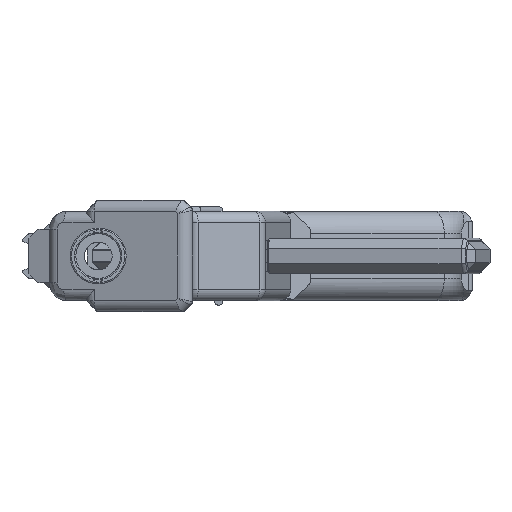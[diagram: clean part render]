
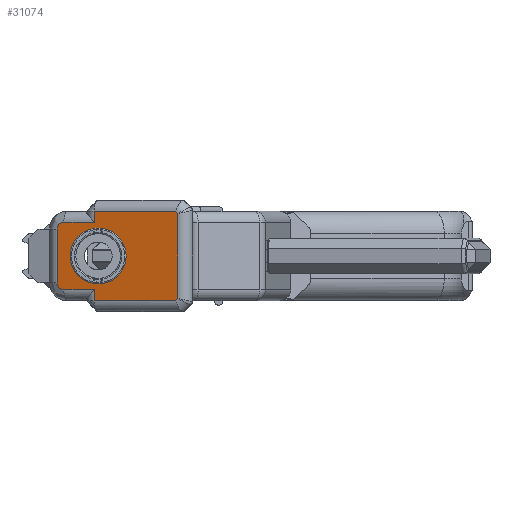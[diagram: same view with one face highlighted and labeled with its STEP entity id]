
A CAD part, left-side view. The second image highlights one B-rep face of the part: STEP entity #31074.
In plain terms, the highlighted planar face has unit normal (-0.949, 0.316, 0).
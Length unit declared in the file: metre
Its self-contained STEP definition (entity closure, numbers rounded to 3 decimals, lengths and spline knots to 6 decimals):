
#405=ELLIPSE('',#33416,0.002008,0.001905);
#406=ELLIPSE('',#33417,0.002008,0.001905);
#564=B_SPLINE_CURVE_WITH_KNOTS('',3,(#49455,#49456,#49457,#49458,#49459,
#49460,#49461,#49462,#49463,#49464,#49465,#49466,#49467,#49468,#49469,#49470,
#49471,#49472,#49473),.UNSPECIFIED.,.T.,.F.,(1,1,1,1,1,1,1,1,1,1,1,1,1,
1,1,1,1,1,1,1,1,1,1),(-0.190789,-0.128289,-0.065789,
0.,0.059375,0.121719,0.184211,0.246711,0.309211,0.371711,
0.434211,0.496711,0.559211,0.621711,
0.684211,0.746711,0.809211,0.871711,
0.934211,1.,1.059375,1.121719,1.184211),.UNSPECIFIED.);
#1166=PLANE('',#33415);
#6884=ORIENTED_EDGE('',*,*,#14058,.F.);
#6885=ORIENTED_EDGE('',*,*,#14059,.T.);
#6886=ORIENTED_EDGE('',*,*,#14060,.F.);
#6887=ORIENTED_EDGE('',*,*,#14061,.T.);
#6888=ORIENTED_EDGE('',*,*,#14062,.F.);
#6889=ORIENTED_EDGE('',*,*,#14063,.T.);
#6890=ORIENTED_EDGE('',*,*,#14064,.T.);
#6891=ORIENTED_EDGE('',*,*,#14065,.T.);
#6892=ORIENTED_EDGE('',*,*,#14066,.T.);
#6893=ORIENTED_EDGE('',*,*,#14067,.T.);
#6894=ORIENTED_EDGE('',*,*,#14068,.T.);
#6895=ORIENTED_EDGE('',*,*,#14069,.T.);
#6896=ORIENTED_EDGE('',*,*,#14070,.T.);
#14058=EDGE_CURVE('',#17886,#17887,#21024,.T.);
#14059=EDGE_CURVE('',#17886,#17888,#21025,.F.);
#14060=EDGE_CURVE('',#17889,#17888,#405,.T.);
#14061=EDGE_CURVE('',#17889,#17890,#21026,.T.);
#14062=EDGE_CURVE('',#17891,#17890,#406,.T.);
#14063=EDGE_CURVE('',#17891,#17892,#21027,.T.);
#14064=EDGE_CURVE('',#17892,#17893,#21028,.T.);
#14065=EDGE_CURVE('',#17893,#17894,#21029,.T.);
#14066=EDGE_CURVE('',#17894,#17895,#21030,.F.);
#14067=EDGE_CURVE('',#17895,#17896,#21031,.F.);
#14068=EDGE_CURVE('',#17896,#17897,#21032,.T.);
#14069=EDGE_CURVE('',#17897,#17887,#21033,.F.);
#14070=EDGE_CURVE('',#17898,#17898,#564,.T.);
#17886=VERTEX_POINT('',#49432);
#17887=VERTEX_POINT('',#49433);
#17888=VERTEX_POINT('',#49435);
#17889=VERTEX_POINT('',#49437);
#17890=VERTEX_POINT('',#49439);
#17891=VERTEX_POINT('',#49441);
#17892=VERTEX_POINT('',#49443);
#17893=VERTEX_POINT('',#49445);
#17894=VERTEX_POINT('',#49447);
#17895=VERTEX_POINT('',#49449);
#17896=VERTEX_POINT('',#49451);
#17897=VERTEX_POINT('',#49453);
#17898=VERTEX_POINT('',#49474);
#21024=LINE('',#49431,#24882);
#21025=LINE('',#49434,#24883);
#21026=LINE('',#49438,#24884);
#21027=LINE('',#49442,#24885);
#21028=LINE('',#49444,#24886);
#21029=LINE('',#49446,#24887);
#21030=LINE('',#49448,#24888);
#21031=LINE('',#49450,#24889);
#21032=LINE('',#49452,#24890);
#21033=LINE('',#49454,#24891);
#24882=VECTOR('',#38782,1.);
#24883=VECTOR('',#38783,1.);
#24884=VECTOR('',#38786,1.);
#24885=VECTOR('',#38789,1.);
#24886=VECTOR('',#38790,1.);
#24887=VECTOR('',#38791,1.);
#24888=VECTOR('',#38792,1.);
#24889=VECTOR('',#38793,1.);
#24890=VECTOR('',#38794,1.);
#24891=VECTOR('',#38795,1.);
#27330=EDGE_LOOP('',(#6884,#6885,#6886,#6887,#6888,#6889,#6890,#6891,#6892,
#6893,#6894,#6895));
#27331=EDGE_LOOP('',(#6896));
#29133=FACE_BOUND('',#27330,.T.);
#29134=FACE_BOUND('',#27331,.T.);
#31074=ADVANCED_FACE('',(#29133,#29134),#1166,.F.);
#33415=AXIS2_PLACEMENT_3D('',#49430,#38780,#38781);
#33416=AXIS2_PLACEMENT_3D('',#49436,#38784,#38785);
#33417=AXIS2_PLACEMENT_3D('',#49440,#38787,#38788);
#38780=DIRECTION('',(0.949,-0.315,0.));
#38781=DIRECTION('',(-0.315,-0.949,0.));
#38782=DIRECTION('',(0.,0.,1.));
#38783=DIRECTION('',(-0.315,-0.949,0.));
#38784=DIRECTION('',(0.949,-0.315,0.));
#38785=DIRECTION('',(0.315,0.949,0.));
#38786=DIRECTION('',(0.,0.,-1.));
#38787=DIRECTION('',(0.949,-0.315,0.));
#38788=DIRECTION('',(-0.315,-0.949,0.));
#38789=DIRECTION('',(-0.315,-0.949,0.));
#38790=DIRECTION('',(0.,0.,-1.));
#38791=DIRECTION('',(-0.315,-0.949,0.));
#38792=DIRECTION('',(0.229,0.688,-0.688));
#38793=DIRECTION('',(0.,0.,-1.));
#38794=DIRECTION('',(0.229,0.688,0.688));
#38795=DIRECTION('',(-0.315,-0.949,0.));
#49430=CARTESIAN_POINT('',(-0.184019,0.063285,0.0127));
#49431=CARTESIAN_POINT('',(-0.186486,0.055866,-0.0127));
#49432=CARTESIAN_POINT('',(-0.186486,0.055866,0.009525));
#49433=CARTESIAN_POINT('',(-0.186486,0.055866,0.0127));
#49434=CARTESIAN_POINT('',(-0.182275,0.068531,0.009525));
#49435=CARTESIAN_POINT('',(-0.183631,0.064453,0.009525));
#49436=CARTESIAN_POINT('',(-0.183631,0.064453,0.00762));
#49437=CARTESIAN_POINT('',(-0.182998,0.066358,0.00762));
#49438=CARTESIAN_POINT('',(-0.182998,0.066358,0.0127));
#49439=CARTESIAN_POINT('',(-0.182998,0.066358,-0.00762));
#49440=CARTESIAN_POINT('',(-0.183631,0.064453,-0.00762));
#49441=CARTESIAN_POINT('',(-0.183631,0.064453,-0.009525));
#49442=CARTESIAN_POINT('',(-0.184019,0.063285,-0.009525));
#49443=CARTESIAN_POINT('',(-0.186486,0.055866,-0.009525));
#49444=CARTESIAN_POINT('',(-0.186486,0.055866,0.0127));
#49445=CARTESIAN_POINT('',(-0.186486,0.055866,-0.0127));
#49446=CARTESIAN_POINT('',(-0.184019,0.063285,-0.0127));
#49447=CARTESIAN_POINT('',(-0.194162,0.032776,-0.0127));
#49448=CARTESIAN_POINT('',(-0.194912,0.030522,-0.010445));
#49449=CARTESIAN_POINT('',(-0.194388,0.032096,-0.01202));
#49450=CARTESIAN_POINT('',(-0.194388,0.032096,0.0127));
#49451=CARTESIAN_POINT('',(-0.194388,0.032096,0.01202));
#49452=CARTESIAN_POINT('',(-0.194067,0.033062,0.012985));
#49453=CARTESIAN_POINT('',(-0.194162,0.032776,0.0127));
#49454=CARTESIAN_POINT('',(-0.185763,0.058039,0.0127));
#49455=CARTESIAN_POINT('',(-0.185179,0.059795,-0.00231));
#49456=CARTESIAN_POINT('',(-0.185024,0.060264,-0.000075));
#49457=CARTESIAN_POINT('',(-0.185164,0.059843,0.002152));
#49458=CARTESIAN_POINT('',(-0.185563,0.058641,0.004034));
#49459=CARTESIAN_POINT('',(-0.186182,0.056779,0.005335));
#49460=CARTESIAN_POINT('',(-0.18692,0.054559,0.005825));
#49461=CARTESIAN_POINT('',(-0.187665,0.05232,0.005428));
#49462=CARTESIAN_POINT('',(-0.188302,0.050404,0.004205));
#49463=CARTESIAN_POINT('',(-0.188735,0.049102,0.002342));
#49464=CARTESIAN_POINT('',(-0.188898,0.048612,0.000122));
#49465=CARTESIAN_POINT('',(-0.188766,0.049009,-0.002117));
#49466=CARTESIAN_POINT('',(-0.188359,0.050232,-0.004033));
#49467=CARTESIAN_POINT('',(-0.187739,0.052095,-0.005335));
#49468=CARTESIAN_POINT('',(-0.187001,0.054315,-0.005825));
#49469=CARTESIAN_POINT('',(-0.186257,0.056554,-0.005428));
#49470=CARTESIAN_POINT('',(-0.18562,0.05847,-0.004205));
#49471=CARTESIAN_POINT('',(-0.185179,0.059795,-0.00231));
#49472=CARTESIAN_POINT('',(-0.185024,0.060264,-0.000075));
#49473=CARTESIAN_POINT('',(-0.185164,0.059843,0.002152));
#49474=CARTESIAN_POINT('',(-0.185073,0.060116,0.));
